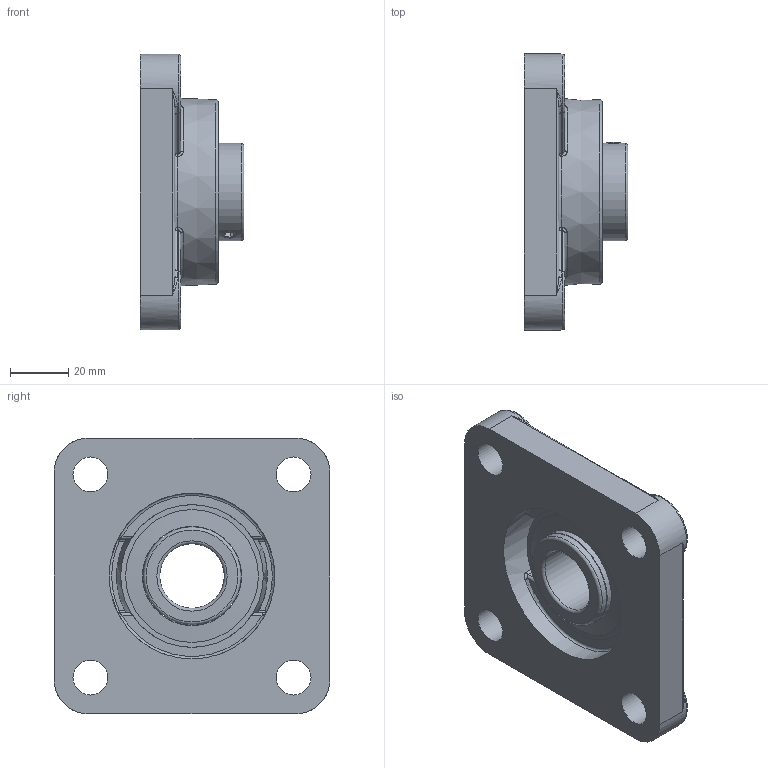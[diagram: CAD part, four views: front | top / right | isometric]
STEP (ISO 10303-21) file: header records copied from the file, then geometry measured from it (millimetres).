
FILE_DESCRIPTION(/* description */ ('Alibre Inc.'),/* implementation_level */ '2;1');
FILE_NAME(/* name */ 'export-DD84C0CB-F55B-43BD-96C8-72DC1317A879',/* time_stamp */ '2020-05-28T10:10:54-07:00',/* author */ (''),/* organization */ (''),/* preprocessor_version */ 'ST-DEVELOPER v17',/* originating_system */ 'Alibre',/* authorisation */ '');
FILE_SCHEMA (('CONFIG_CONTROL_DESIGN'));
Length unit declared in the file: inch
Bounding box: 35.8 x 95 x 95 mm (x, y, z)
Volume: 117529.5 mm3; surface area: 45765.6 mm2
Topology: 16 solids, 16 shells, 205 faces, 492 edges, 284 vertices
Faces by surface type: plane 58, cylinder 56, torus 32, bspline 28, sphere 23, cone 8
Full cylindrical faces by diameter (mm): 4.917 x4, 12 x4, 22.225 x1, 33.655 x2, 33.68 x2, 34.188 x2, 45.72 x4, 57.15 x1, 60.25 x1
Entity records: 9452 total; most frequent: CARTESIAN_POINT 4886, DIRECTION 751, ORIENTED_EDGE 728, EDGE_CURVE 364, AXIS2_PLACEMENT_3D 363, FACE_BOUND 257, EDGE_LOOP 248, VERTEX_POINT 241
